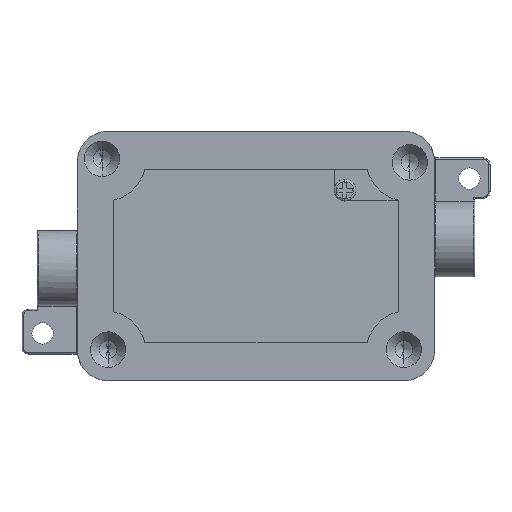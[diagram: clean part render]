
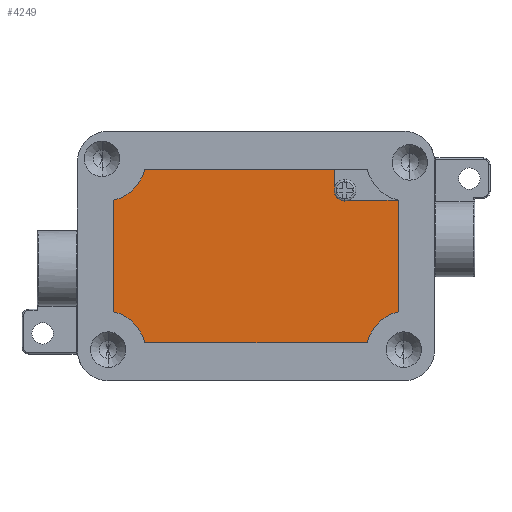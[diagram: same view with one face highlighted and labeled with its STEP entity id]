
A CAD part, front view. The second image highlights one B-rep face of the part: STEP entity #4249.
In plain terms, the highlighted planar face has unit normal (0, -1, 0).
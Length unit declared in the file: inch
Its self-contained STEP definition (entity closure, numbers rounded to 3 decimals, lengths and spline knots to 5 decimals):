
#299 = EDGE_CURVE ( 'NONE', #9516, #6941, #413, .T. ) ;
#333 = DIRECTION ( 'NONE',  ( 0., 0., 1. ) ) ;
#413 = CIRCLE ( 'NONE', #13138, 0.2 ) ;
#592 = VERTEX_POINT ( 'NONE', #5747 ) ;
#640 = DIRECTION ( 'NONE',  ( 1., 0., 0. ) ) ;
#1071 = EDGE_CURVE ( 'NONE', #4076, #4488, #7949, .T. ) ;
#1386 = ORIENTED_EDGE ( 'NONE', *, *, #299, .F. ) ;
#1559 = LINE ( 'NONE', #9477, #13909 ) ;
#1624 = DIRECTION ( 'NONE',  ( -1., 0., 0. ) ) ;
#1694 = CARTESIAN_POINT ( 'NONE',  ( 1.385, 1.525, 1.03631 ) ) ;
#1835 = CARTESIAN_POINT ( 'NONE',  ( 1.385, 1.525, 0.83631 ) ) ;
#2168 = EDGE_LOOP ( 'NONE', ( #13928, #13273, #4916, #8283, #7315, #7201, #5761, #4096, #11286, #1386 ) ) ;
#2441 = VECTOR ( 'NONE', #640, 39.37008 ) ;
#2692 = VECTOR ( 'NONE', #12090, 39.37008 ) ;
#2802 = DIRECTION ( 'NONE',  ( 0., 0., -1. ) ) ;
#2810 = VECTOR ( 'NONE', #1624, 39.37008 ) ;
#2916 = VERTEX_POINT ( 'NONE', #8828 ) ;
#2926 = CARTESIAN_POINT ( 'NONE',  ( 2.135, 1.525, -0.83631 ) ) ;
#3068 = VECTOR ( 'NONE', #13577, 39.37008 ) ;
#3117 = CIRCLE ( 'NONE', #9869, 0.63316 ) ;
#3714 = CARTESIAN_POINT ( 'NONE',  ( 1.185, 1.525, 1.03631 ) ) ;
#3770 = EDGE_CURVE ( 'NONE', #592, #6626, #5744, .T. ) ;
#3899 = VERTEX_POINT ( 'NONE', #13947 ) ;
#4076 = VERTEX_POINT ( 'NONE', #9918 ) ;
#4096 = ORIENTED_EDGE ( 'NONE', *, *, #14138, .T. ) ;
#4249 = ADVANCED_FACE ( 'NONE', ( #11876 ), #12348, .F. ) ;
#4488 = VERTEX_POINT ( 'NONE', #13454 ) ;
#4727 = CARTESIAN_POINT ( 'NONE',  ( -2.28639, 1.525, 1.45111 ) ) ;
#4916 = ORIENTED_EDGE ( 'NONE', *, *, #6862, .T. ) ;
#5074 = CARTESIAN_POINT ( 'NONE',  ( -2.28639, 1.525, -1.45111 ) ) ;
#5118 = CARTESIAN_POINT ( 'NONE',  ( -2.28639, 1.525, 1.45111 ) ) ;
#5216 = CARTESIAN_POINT ( 'NONE',  ( 2.135, 1.525, 0.83631 ) ) ;
#5485 = CARTESIAN_POINT ( 'NONE',  ( 1.185, 1.525, 1.305 ) ) ;
#5622 = LINE ( 'NONE', #12039, #2692 ) ;
#5678 = EDGE_CURVE ( 'NONE', #4488, #2916, #8243, .T. ) ;
#5744 = LINE ( 'NONE', #13709, #2810 ) ;
#5747 = CARTESIAN_POINT ( 'NONE',  ( 1.185, 1.525, 1.305 ) ) ;
#5761 = ORIENTED_EDGE ( 'NONE', *, *, #10264, .T. ) ;
#5861 = DIRECTION ( 'NONE',  ( 0., 1., 0. ) ) ;
#5915 = AXIS2_PLACEMENT_3D ( 'NONE', #5074, #12708, #6155 ) ;
#6047 = AXIS2_PLACEMENT_3D ( 'NONE', #4727, #6907, #333 ) ;
#6155 = DIRECTION ( 'NONE',  ( 0., 0., -1. ) ) ;
#6172 = VERTEX_POINT ( 'NONE', #2926 ) ;
#6200 = DIRECTION ( 'NONE',  ( 0., 0., 1. ) ) ;
#6318 = LINE ( 'NONE', #7860, #3068 ) ;
#6617 = CARTESIAN_POINT ( 'NONE',  ( -1.67031, 1.525, 1.305 ) ) ;
#6626 = VERTEX_POINT ( 'NONE', #6617 ) ;
#6670 = VECTOR ( 'NONE', #10981, 39.37008 ) ;
#6862 = EDGE_CURVE ( 'NONE', #6626, #3899, #3117, .T. ) ;
#6907 = DIRECTION ( 'NONE',  ( 0., 1., 0. ) ) ;
#6941 = VERTEX_POINT ( 'NONE', #1835 ) ;
#7201 = ORIENTED_EDGE ( 'NONE', *, *, #5678, .T. ) ;
#7315 = ORIENTED_EDGE ( 'NONE', *, *, #1071, .T. ) ;
#7860 = CARTESIAN_POINT ( 'NONE',  ( 2.135, 1.525, 0.83631 ) ) ;
#7949 = CIRCLE ( 'NONE', #5915, 0.63316 ) ;
#7953 = AXIS2_PLACEMENT_3D ( 'NONE', #12413, #5861, #13526 ) ;
#8243 = LINE ( 'NONE', #10446, #2441 ) ;
#8283 = ORIENTED_EDGE ( 'NONE', *, *, #11419, .T. ) ;
#8828 = CARTESIAN_POINT ( 'NONE',  ( 1.67031, 1.525, -1.305 ) ) ;
#9056 = EDGE_CURVE ( 'NONE', #592, #9516, #12480, .T. ) ;
#9183 = EDGE_CURVE ( 'NONE', #6941, #11999, #6318, .T. ) ;
#9368 = DIRECTION ( 'NONE',  ( 0., -1., 0. ) ) ;
#9477 = CARTESIAN_POINT ( 'NONE',  ( -2.135, 1.525, 0.83631 ) ) ;
#9516 = VERTEX_POINT ( 'NONE', #3714 ) ;
#9648 = CIRCLE ( 'NONE', #7953, 0.63316 ) ;
#9869 = AXIS2_PLACEMENT_3D ( 'NONE', #5118, #12745, #6200 ) ;
#9918 = CARTESIAN_POINT ( 'NONE',  ( -2.135, 1.525, -0.83631 ) ) ;
#10264 = EDGE_CURVE ( 'NONE', #2916, #6172, #9648, .T. ) ;
#10446 = CARTESIAN_POINT ( 'NONE',  ( -1.67031, 1.525, -1.305 ) ) ;
#10583 = DIRECTION ( 'NONE',  ( 0., 0., -1. ) ) ;
#10981 = DIRECTION ( 'NONE',  ( 0., 0., -1. ) ) ;
#11286 = ORIENTED_EDGE ( 'NONE', *, *, #9183, .F. ) ;
#11419 = EDGE_CURVE ( 'NONE', #3899, #4076, #1559, .T. ) ;
#11876 = FACE_OUTER_BOUND ( 'NONE', #2168, .T. ) ;
#11999 = VERTEX_POINT ( 'NONE', #5216 ) ;
#12039 = CARTESIAN_POINT ( 'NONE',  ( 2.135, 1.525, 0.83631 ) ) ;
#12090 = DIRECTION ( 'NONE',  ( 0., 0., 1. ) ) ;
#12348 = PLANE ( 'NONE',  #6047 ) ;
#12413 = CARTESIAN_POINT ( 'NONE',  ( 2.28639, 1.525, -1.45111 ) ) ;
#12480 = LINE ( 'NONE', #5485, #6670 ) ;
#12708 = DIRECTION ( 'NONE',  ( 0., 1., 0. ) ) ;
#12745 = DIRECTION ( 'NONE',  ( 0., 1., 0. ) ) ;
#13138 = AXIS2_PLACEMENT_3D ( 'NONE', #1694, #9368, #2802 ) ;
#13273 = ORIENTED_EDGE ( 'NONE', *, *, #3770, .T. ) ;
#13454 = CARTESIAN_POINT ( 'NONE',  ( -1.67031, 1.525, -1.305 ) ) ;
#13526 = DIRECTION ( 'NONE',  ( 0., 0., 1. ) ) ;
#13577 = DIRECTION ( 'NONE',  ( 1., 0., 0. ) ) ;
#13709 = CARTESIAN_POINT ( 'NONE',  ( -1.67031, 1.525, 1.305 ) ) ;
#13909 = VECTOR ( 'NONE', #10583, 39.37008 ) ;
#13928 = ORIENTED_EDGE ( 'NONE', *, *, #9056, .F. ) ;
#13947 = CARTESIAN_POINT ( 'NONE',  ( -2.135, 1.525, 0.83631 ) ) ;
#14138 = EDGE_CURVE ( 'NONE', #6172, #11999, #5622, .T. ) ;
